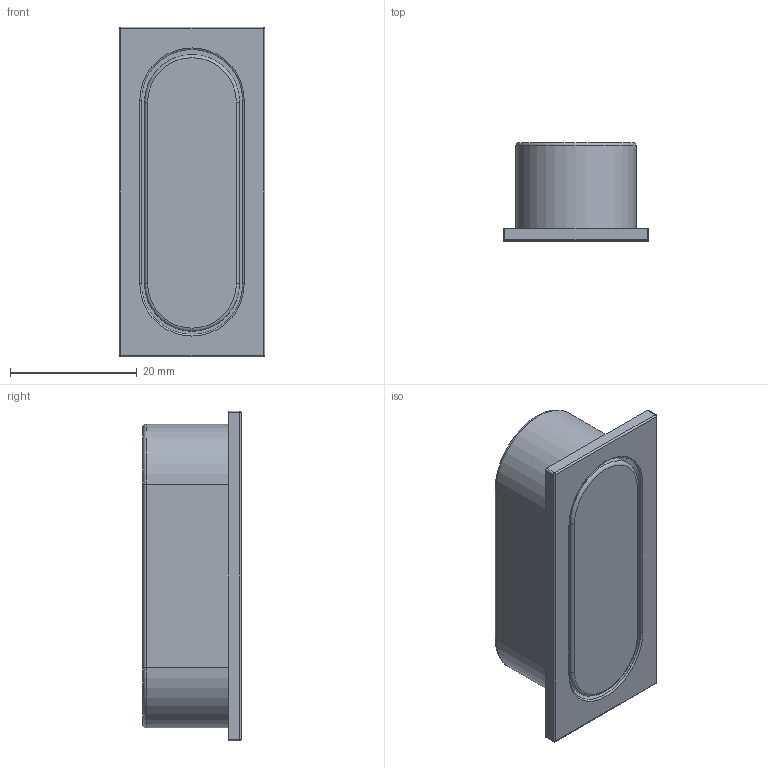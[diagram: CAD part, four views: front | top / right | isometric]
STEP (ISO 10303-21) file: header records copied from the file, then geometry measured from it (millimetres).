
FILE_DESCRIPTION(('Creo Elements/Direct Modeling STEP Export'),'2;1');
FILE_NAME('1592-52.stp','2017-09-07T15:24:46',(''),(''),'Creo Elements/Direct Modeling STEP processor for AP214 (Solid Model)','Creo Elements/Direct Modeling 20.0 12-Nov-2016 (C) Parametric Technology GmbH','');
FILE_SCHEMA(('AUTOMOTIVE_DESIGN { 1 0 10303 214 1 1 1 1 }'));
Length unit declared in the file: millimetre
Products named in the file (2): Griff
Assembly tree (1 placements, depth 2):
  Griff
    Griff
Bounding box: 23 x 15.5 x 52 mm (x, y, z)
Volume: 12832.9 mm3; surface area: 7183.3 mm2
Topology: 1 solids, 1 shells, 45 faces, 100 edges, 56 vertices
Faces by surface type: cylinder 20, plane 15, torus 6, sphere 4
Entity records: 1249 total; most frequent: DIRECTION 236, CARTESIAN_POINT 199, ORIENTED_EDGE 192, EDGE_CURVE 96, AXIS2_PLACEMENT_3D 93, VERTEX_POINT 56, VECTOR 50, LINE 50
